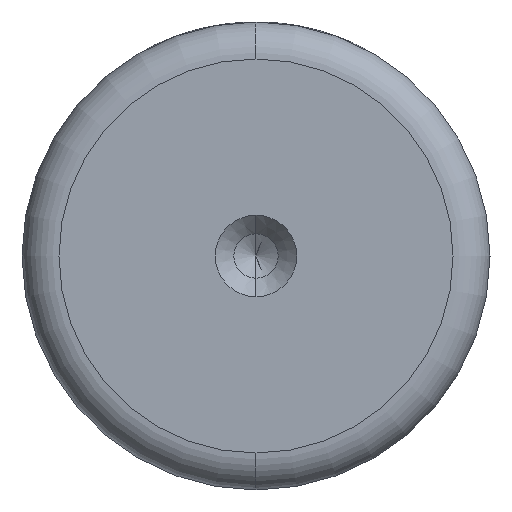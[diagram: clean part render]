
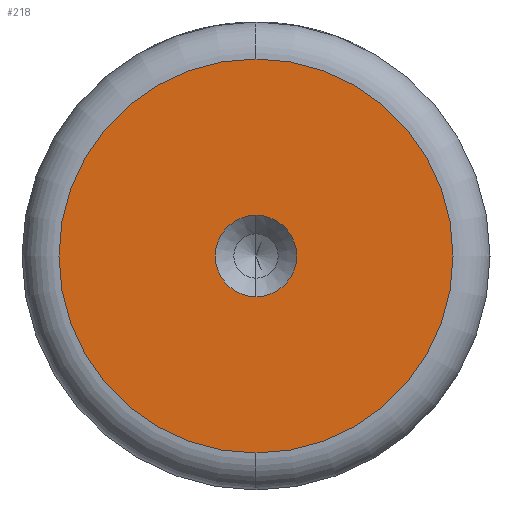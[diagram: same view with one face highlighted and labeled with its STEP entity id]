
A CAD part, left-side view. The second image highlights one B-rep face of the part: STEP entity #218.
In plain terms, the highlighted planar face has unit normal (-1, 0, 0).
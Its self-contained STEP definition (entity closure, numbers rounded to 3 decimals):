
#23 = EDGE_LOOP ( 'NONE', ( #801, #250 ) ) ;
#26 = FACE_BOUND ( 'NONE', #23, .T. ) ;
#78 = CARTESIAN_POINT ( 'NONE',  ( 0., 0., -3.3 ) ) ;
#131 = AXIS2_PLACEMENT_3D ( 'NONE', #1195, #546, #1299 ) ;
#137 = VERTEX_POINT ( 'NONE', #389 ) ;
#153 = VERTEX_POINT ( 'NONE', #1130 ) ;
#181 = CARTESIAN_POINT ( 'NONE',  ( 0., 0., 0. ) ) ;
#218 = ADVANCED_FACE ( 'NONE', ( #26, #781 ), #1141, .T. ) ;
#234 = ORIENTED_EDGE ( 'NONE', *, *, #605, .T. ) ;
#244 = AXIS2_PLACEMENT_3D ( 'NONE', #522, #1279, #633 ) ;
#249 = DIRECTION ( 'NONE',  ( -1., 0., 0. ) ) ;
#250 = ORIENTED_EDGE ( 'NONE', *, *, #307, .F. ) ;
#262 = CIRCLE ( 'NONE', #806, 3.3 ) ;
#284 = DIRECTION ( 'NONE',  ( -1., 0., 0. ) ) ;
#307 = EDGE_CURVE ( 'NONE', #802, #525, #262, .T. ) ;
#310 = DIRECTION ( 'NONE',  ( 0., 0., 1. ) ) ;
#389 = CARTESIAN_POINT ( 'NONE',  ( 0., 0., 16. ) ) ;
#522 = CARTESIAN_POINT ( 'NONE',  ( 0., 0., 0. ) ) ;
#525 = VERTEX_POINT ( 'NONE', #828 ) ;
#546 = DIRECTION ( 'NONE',  ( -1., 0., 0. ) ) ;
#605 = EDGE_CURVE ( 'NONE', #137, #153, #1193, .T. ) ;
#622 = EDGE_LOOP ( 'NONE', ( #234, #980 ) ) ;
#633 = DIRECTION ( 'NONE',  ( 0., 0., 1. ) ) ;
#671 = AXIS2_PLACEMENT_3D ( 'NONE', #1242, #249, #1345 ) ;
#781 = FACE_OUTER_BOUND ( 'NONE', #622, .T. ) ;
#801 = ORIENTED_EDGE ( 'NONE', *, *, #971, .F. ) ;
#802 = VERTEX_POINT ( 'NONE', #78 ) ;
#806 = AXIS2_PLACEMENT_3D ( 'NONE', #939, #284, #1049 ) ;
#828 = CARTESIAN_POINT ( 'NONE',  ( 0., 0., 3.3 ) ) ;
#921 = CIRCLE ( 'NONE', #244, 3.3 ) ;
#939 = CARTESIAN_POINT ( 'NONE',  ( 0., 0., 0. ) ) ;
#965 = DIRECTION ( 'NONE',  ( -1., 0., 0. ) ) ;
#971 = EDGE_CURVE ( 'NONE', #525, #802, #921, .T. ) ;
#980 = ORIENTED_EDGE ( 'NONE', *, *, #1350, .T. ) ;
#1049 = DIRECTION ( 'NONE',  ( 0., 0., 1. ) ) ;
#1130 = CARTESIAN_POINT ( 'NONE',  ( 0., 0., -16. ) ) ;
#1141 = PLANE ( 'NONE',  #671 ) ;
#1193 = CIRCLE ( 'NONE', #1407, 16. ) ;
#1195 = CARTESIAN_POINT ( 'NONE',  ( 0., 0., 0. ) ) ;
#1242 = CARTESIAN_POINT ( 'NONE',  ( 0., 0., 0. ) ) ;
#1279 = DIRECTION ( 'NONE',  ( -1., 0., 0. ) ) ;
#1299 = DIRECTION ( 'NONE',  ( 0., 0., 1. ) ) ;
#1345 = DIRECTION ( 'NONE',  ( 0., 0., 1. ) ) ;
#1350 = EDGE_CURVE ( 'NONE', #153, #137, #1364, .T. ) ;
#1364 = CIRCLE ( 'NONE', #131, 16. ) ;
#1407 = AXIS2_PLACEMENT_3D ( 'NONE', #181, #965, #310 ) ;
